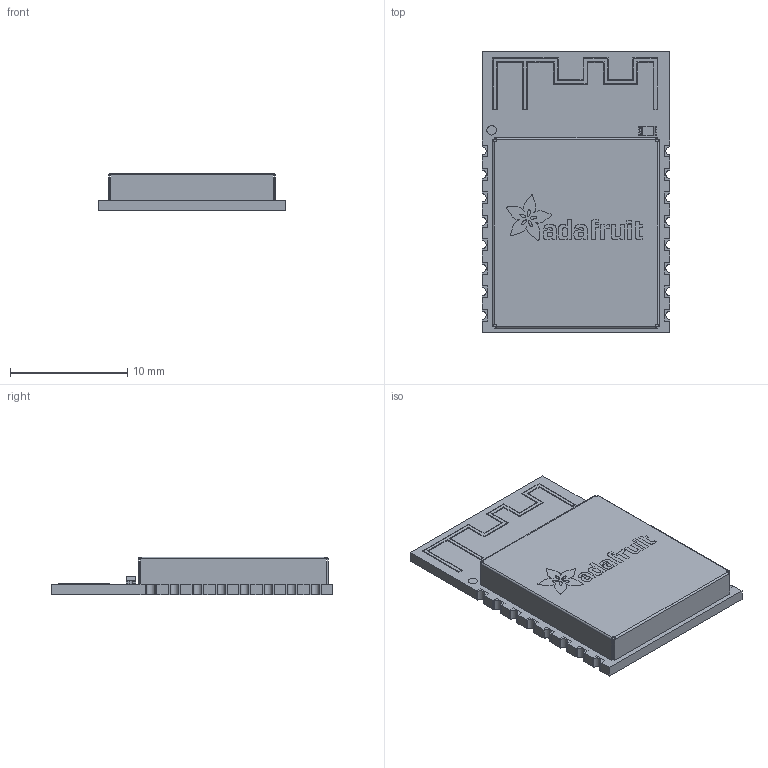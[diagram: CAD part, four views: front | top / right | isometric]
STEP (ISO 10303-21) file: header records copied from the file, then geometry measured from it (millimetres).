
FILE_DESCRIPTION(/* description */ (''),/* implementation_level */ '2;1');
FILE_NAME(/* name */ 'ESP-12S.stp',/* time_stamp */ '2020-04-04T01:41:43+02:00',/* author */ ('Khaled'),/* organization */ (''),/* preprocessor_version */ 'ST-DEVELOPER v17.2',/* originating_system */ 'Autodesk Inventor 2019',/* authorisation */ '');
FILE_SCHEMA (('AUTOMOTIVE_DESIGN { 1 0 10303 214 3 1 1 }'));
Length unit declared in the file: millimetre
Products named in the file (12): ESP-12S; Antenna; EP; Leads; PCB; Shield; circle; 1; 1_1; 2; 3; adafruit1
Assembly tree (11 placements, depth 3):
  ESP-12S
    Antenna
    EP
    Leads
    PCB
    Shield
    circle
    1
      1_1
      2
      3
    adafruit1
Bounding box: 16 x 24 x 3.2 mm (x, y, z)
Volume: 379.5 mm3; surface area: 1754 mm2
Topology: 36 solids, 36 shells, 615 faces, 1652 edges, 1110 vertices
Faces by surface type: plane 441, cylinder 109, bspline 65
Full cylindrical faces by diameter (mm): 0.1 x25, 0.8 x1
Entity records: 20438 total; most frequent: CARTESIAN_POINT 4521, ORIENTED_EDGE 3304, DIRECTION 2918, EDGE_CURVE 1652, LINE 1284, VECTOR 1284, VERTEX_POINT 1110, AXIS2_PLACEMENT_3D 817
